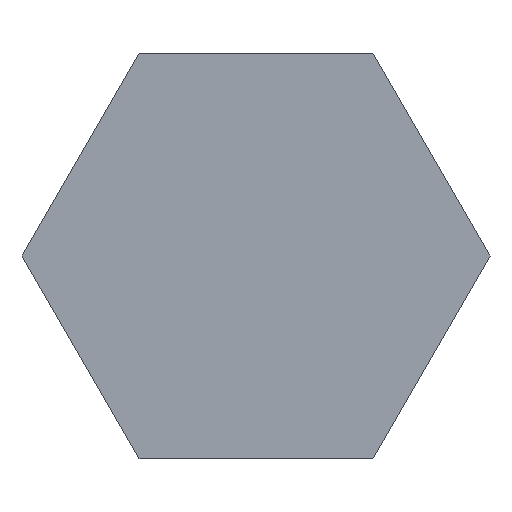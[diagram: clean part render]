
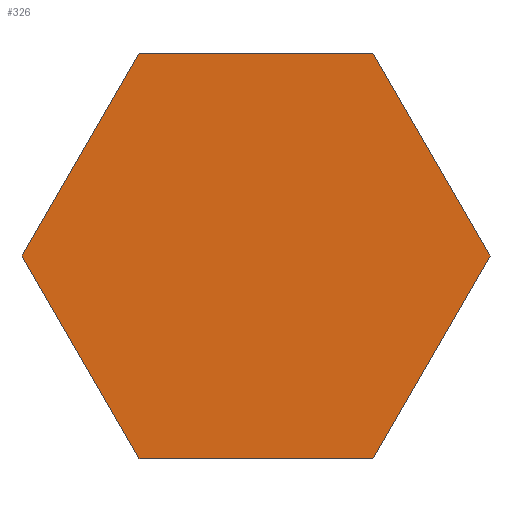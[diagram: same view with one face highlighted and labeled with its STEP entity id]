
A CAD part, front view. The second image highlights one B-rep face of the part: STEP entity #326.
In plain terms, the highlighted planar face has unit normal (0, -1, 0).
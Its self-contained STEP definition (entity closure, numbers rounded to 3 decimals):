
#11 = LINE ( 'NONE', #415, #342 ) ;
#24 = EDGE_CURVE ( 'NONE', #211, #361, #480, .T. ) ;
#25 = VERTEX_POINT ( 'NONE', #268 ) ;
#31 = CARTESIAN_POINT ( 'NONE',  ( -3.753, 0., 6.5 ) ) ;
#41 = FACE_OUTER_BOUND ( 'NONE', #93, .T. ) ;
#48 = DIRECTION ( 'NONE',  ( 0., 1., 0. ) ) ;
#55 = VECTOR ( 'NONE', #353, 1000. ) ;
#88 = EDGE_CURVE ( 'NONE', #323, #306, #277, .T. ) ;
#92 = CARTESIAN_POINT ( 'NONE',  ( -3.753, 0., -6.5 ) ) ;
#93 = EDGE_LOOP ( 'NONE', ( #105, #524, #366, #243, #328, #418 ) ) ;
#105 = ORIENTED_EDGE ( 'NONE', *, *, #24, .F. ) ;
#111 = VERTEX_POINT ( 'NONE', #431 ) ;
#123 = EDGE_CURVE ( 'NONE', #306, #211, #378, .T. ) ;
#150 = VECTOR ( 'NONE', #388, 1000. ) ;
#151 = VECTOR ( 'NONE', #225, 1000. ) ;
#177 = VECTOR ( 'NONE', #229, 1000. ) ;
#178 = PLANE ( 'NONE',  #317 ) ;
#195 = DIRECTION ( 'NONE',  ( 1., 0., 0. ) ) ;
#201 = EDGE_CURVE ( 'NONE', #361, #25, #11, .T. ) ;
#211 = VERTEX_POINT ( 'NONE', #332 ) ;
#213 = CARTESIAN_POINT ( 'NONE',  ( 7.506, 0., 0. ) ) ;
#225 = DIRECTION ( 'NONE',  ( -1., 0., 0. ) ) ;
#229 = DIRECTION ( 'NONE',  ( 0.5, 0., 0.866 ) ) ;
#243 = ORIENTED_EDGE ( 'NONE', *, *, #516, .F. ) ;
#261 = CARTESIAN_POINT ( 'NONE',  ( -3.753, 0., 6.5 ) ) ;
#265 = LINE ( 'NONE', #384, #151 ) ;
#268 = CARTESIAN_POINT ( 'NONE',  ( 3.753, 0., -6.5 ) ) ;
#269 = CARTESIAN_POINT ( 'NONE',  ( 0., 0., 0. ) ) ;
#277 = LINE ( 'NONE', #391, #177 ) ;
#306 = VERTEX_POINT ( 'NONE', #261 ) ;
#313 = EDGE_CURVE ( 'NONE', #25, #111, #265, .T. ) ;
#317 = AXIS2_PLACEMENT_3D ( 'NONE', #269, #48, #355 ) ;
#323 = VERTEX_POINT ( 'NONE', #508 ) ;
#326 = ADVANCED_FACE ( 'NONE', ( #41 ), #178, .F. ) ;
#328 = ORIENTED_EDGE ( 'NONE', *, *, #313, .F. ) ;
#332 = CARTESIAN_POINT ( 'NONE',  ( 3.753, 0., 6.5 ) ) ;
#342 = VECTOR ( 'NONE', #530, 1000. ) ;
#353 = DIRECTION ( 'NONE',  ( -0.5, 0., 0.866 ) ) ;
#355 = DIRECTION ( 'NONE',  ( 0., 0., 1. ) ) ;
#361 = VERTEX_POINT ( 'NONE', #213 ) ;
#366 = ORIENTED_EDGE ( 'NONE', *, *, #88, .F. ) ;
#378 = LINE ( 'NONE', #31, #474 ) ;
#384 = CARTESIAN_POINT ( 'NONE',  ( 3.753, 0., -6.5 ) ) ;
#388 = DIRECTION ( 'NONE',  ( 0.5, 0., -0.866 ) ) ;
#391 = CARTESIAN_POINT ( 'NONE',  ( -7.506, 0., 0. ) ) ;
#398 = LINE ( 'NONE', #92, #55 ) ;
#415 = CARTESIAN_POINT ( 'NONE',  ( 7.506, 0., 0. ) ) ;
#418 = ORIENTED_EDGE ( 'NONE', *, *, #201, .F. ) ;
#431 = CARTESIAN_POINT ( 'NONE',  ( -3.753, 0., -6.5 ) ) ;
#474 = VECTOR ( 'NONE', #195, 1000. ) ;
#480 = LINE ( 'NONE', #507, #150 ) ;
#507 = CARTESIAN_POINT ( 'NONE',  ( 3.753, 0., 6.5 ) ) ;
#508 = CARTESIAN_POINT ( 'NONE',  ( -7.506, 0., 0. ) ) ;
#516 = EDGE_CURVE ( 'NONE', #111, #323, #398, .T. ) ;
#524 = ORIENTED_EDGE ( 'NONE', *, *, #123, .F. ) ;
#530 = DIRECTION ( 'NONE',  ( -0.5, 0., -0.866 ) ) ;
